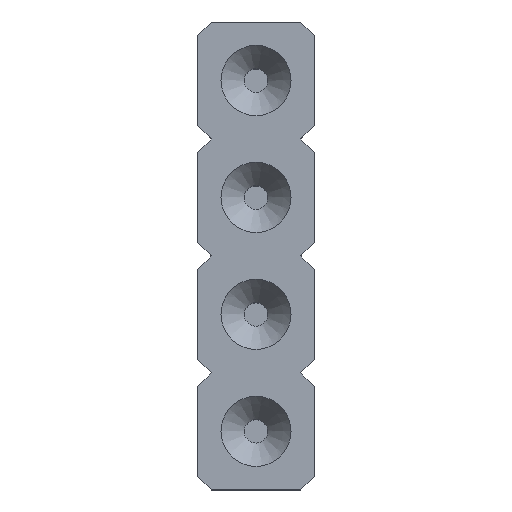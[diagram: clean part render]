
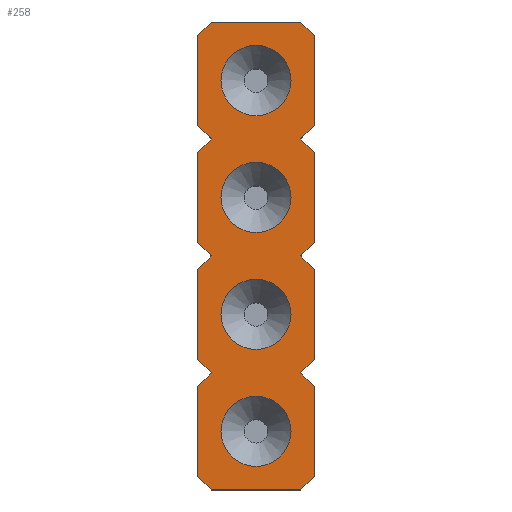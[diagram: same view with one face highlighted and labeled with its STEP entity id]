
A CAD part, top view. The second image highlights one B-rep face of the part: STEP entity #258.
In plain terms, the highlighted planar face has unit normal (0, 0, 1).
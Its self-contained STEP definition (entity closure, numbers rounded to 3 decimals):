
#13=DIRECTION('',(0.,0.,1.));
#24=VERTEX_POINT('',#25);
#25=CARTESIAN_POINT('',(-0.97,-8.89,4.2));
#28=ORIENTED_EDGE('',*,*,#29,.T.);
#29=EDGE_CURVE('',#24,#30,#32,.T.);
#30=VERTEX_POINT('',#31);
#31=CARTESIAN_POINT('',(-1.27,-8.59,4.2));
#32=LINE('',#25,#33);
#33=VECTOR('',#34,1.);
#34=DIRECTION('',(-0.707,0.707,0.));
#45=DIRECTION('',(-0.707,-0.707,0.));
#53=VERTEX_POINT('',#54);
#54=CARTESIAN_POINT('',(0.97,-8.89,4.2));
#56=ORIENTED_EDGE('',*,*,#57,.T.);
#57=EDGE_CURVE('',#53,#24,#58,.T.);
#58=LINE('',#54,#59);
#59=VECTOR('',#60,1.);
#60=DIRECTION('',(-1.,0.,0.));
#72=ORIENTED_EDGE('',*,*,#73,.T.);
#73=EDGE_CURVE('',#30,#74,#76,.T.);
#74=VERTEX_POINT('',#75);
#75=CARTESIAN_POINT('',(-1.27,-6.65,4.2));
#76=LINE('',#31,#77);
#77=VECTOR('',#78,1.);
#78=DIRECTION('',(0.,1.,0.));
#89=DIRECTION('',(-1.,0.,0.));
#100=VECTOR('',#101,1.);
#101=DIRECTION('',(0.707,0.707,0.));
#152=VECTOR('',#153,1.);
#153=DIRECTION('',(1.,0.,0.));
#159=VECTOR('',#160,1.);
#160=DIRECTION('',(0.707,-0.707,0.));
#166=VECTOR('',#167,1.);
#167=DIRECTION('',(0.,-1.,0.));
#173=VECTOR('',#45,1.);
#257=DIRECTION('',(-0.,-0.,-1.));
#258=ADVANCED_FACE('',(#259,#374,#387,#400,#413),#426,.F.);
#259=FACE_BOUND('',#260,.F.);
#260=EDGE_LOOP('',(#28,#72,#261,#266,#271,#276,#281,#286,#291,#296,#301,#306,#311,#316,#321,#326,#331,#336,#341,#346,#351,#356,#361,#366,#371,#56));
#261=ORIENTED_EDGE('',*,*,#262,.T.);
#262=EDGE_CURVE('',#74,#263,#265,.T.);
#263=VERTEX_POINT('',#264);
#264=CARTESIAN_POINT('',(-0.97,-6.35,4.2));
#265=LINE('',#75,#100);
#266=ORIENTED_EDGE('',*,*,#267,.T.);
#267=EDGE_CURVE('',#263,#268,#270,.T.);
#268=VERTEX_POINT('',#269);
#269=CARTESIAN_POINT('',(-1.27,-6.05,4.2));
#270=LINE('',#264,#33);
#271=ORIENTED_EDGE('',*,*,#272,.T.);
#272=EDGE_CURVE('',#268,#273,#275,.T.);
#273=VERTEX_POINT('',#274);
#274=CARTESIAN_POINT('',(-1.27,-4.11,4.2));
#275=LINE('',#269,#77);
#276=ORIENTED_EDGE('',*,*,#277,.T.);
#277=EDGE_CURVE('',#273,#278,#280,.T.);
#278=VERTEX_POINT('',#279);
#279=CARTESIAN_POINT('',(-0.97,-3.81,4.2));
#280=LINE('',#274,#100);
#281=ORIENTED_EDGE('',*,*,#282,.T.);
#282=EDGE_CURVE('',#278,#283,#285,.T.);
#283=VERTEX_POINT('',#284);
#284=CARTESIAN_POINT('',(-1.27,-3.51,4.2));
#285=LINE('',#279,#33);
#286=ORIENTED_EDGE('',*,*,#287,.T.);
#287=EDGE_CURVE('',#283,#288,#290,.T.);
#288=VERTEX_POINT('',#289);
#289=CARTESIAN_POINT('',(-1.27,-1.57,4.2));
#290=LINE('',#284,#77);
#291=ORIENTED_EDGE('',*,*,#292,.T.);
#292=EDGE_CURVE('',#288,#293,#295,.T.);
#293=VERTEX_POINT('',#294);
#294=CARTESIAN_POINT('',(-0.97,-1.27,4.2));
#295=LINE('',#289,#100);
#296=ORIENTED_EDGE('',*,*,#297,.T.);
#297=EDGE_CURVE('',#293,#298,#300,.T.);
#298=VERTEX_POINT('',#299);
#299=CARTESIAN_POINT('',(-1.27,-0.97,4.2));
#300=LINE('',#294,#33);
#301=ORIENTED_EDGE('',*,*,#302,.T.);
#302=EDGE_CURVE('',#298,#303,#305,.T.);
#303=VERTEX_POINT('',#304);
#304=CARTESIAN_POINT('',(-1.27,0.97,4.2));
#305=LINE('',#299,#77);
#306=ORIENTED_EDGE('',*,*,#307,.T.);
#307=EDGE_CURVE('',#303,#308,#310,.T.);
#308=VERTEX_POINT('',#309);
#309=CARTESIAN_POINT('',(-0.97,1.27,4.2));
#310=LINE('',#304,#100);
#311=ORIENTED_EDGE('',*,*,#312,.T.);
#312=EDGE_CURVE('',#308,#313,#315,.T.);
#313=VERTEX_POINT('',#314);
#314=CARTESIAN_POINT('',(0.97,1.27,4.2));
#315=LINE('',#309,#152);
#316=ORIENTED_EDGE('',*,*,#317,.T.);
#317=EDGE_CURVE('',#313,#318,#320,.T.);
#318=VERTEX_POINT('',#319);
#319=CARTESIAN_POINT('',(1.27,0.97,4.2));
#320=LINE('',#314,#159);
#321=ORIENTED_EDGE('',*,*,#322,.T.);
#322=EDGE_CURVE('',#318,#323,#325,.T.);
#323=VERTEX_POINT('',#324);
#324=CARTESIAN_POINT('',(1.27,-0.97,4.2));
#325=LINE('',#319,#166);
#326=ORIENTED_EDGE('',*,*,#327,.T.);
#327=EDGE_CURVE('',#323,#328,#330,.T.);
#328=VERTEX_POINT('',#329);
#329=CARTESIAN_POINT('',(0.97,-1.27,4.2));
#330=LINE('',#324,#173);
#331=ORIENTED_EDGE('',*,*,#332,.T.);
#332=EDGE_CURVE('',#328,#333,#335,.T.);
#333=VERTEX_POINT('',#334);
#334=CARTESIAN_POINT('',(1.27,-1.57,4.2));
#335=LINE('',#329,#159);
#336=ORIENTED_EDGE('',*,*,#337,.T.);
#337=EDGE_CURVE('',#333,#338,#340,.T.);
#338=VERTEX_POINT('',#339);
#339=CARTESIAN_POINT('',(1.27,-3.51,4.2));
#340=LINE('',#334,#166);
#341=ORIENTED_EDGE('',*,*,#342,.T.);
#342=EDGE_CURVE('',#338,#343,#345,.T.);
#343=VERTEX_POINT('',#344);
#344=CARTESIAN_POINT('',(0.97,-3.81,4.2));
#345=LINE('',#339,#173);
#346=ORIENTED_EDGE('',*,*,#347,.T.);
#347=EDGE_CURVE('',#343,#348,#350,.T.);
#348=VERTEX_POINT('',#349);
#349=CARTESIAN_POINT('',(1.27,-4.11,4.2));
#350=LINE('',#344,#159);
#351=ORIENTED_EDGE('',*,*,#352,.T.);
#352=EDGE_CURVE('',#348,#353,#355,.T.);
#353=VERTEX_POINT('',#354);
#354=CARTESIAN_POINT('',(1.27,-6.05,4.2));
#355=LINE('',#349,#166);
#356=ORIENTED_EDGE('',*,*,#357,.T.);
#357=EDGE_CURVE('',#353,#358,#360,.T.);
#358=VERTEX_POINT('',#359);
#359=CARTESIAN_POINT('',(0.97,-6.35,4.2));
#360=LINE('',#354,#173);
#361=ORIENTED_EDGE('',*,*,#362,.T.);
#362=EDGE_CURVE('',#358,#363,#365,.T.);
#363=VERTEX_POINT('',#364);
#364=CARTESIAN_POINT('',(1.27,-6.65,4.2));
#365=LINE('',#359,#159);
#366=ORIENTED_EDGE('',*,*,#367,.T.);
#367=EDGE_CURVE('',#363,#368,#370,.T.);
#368=VERTEX_POINT('',#369);
#369=CARTESIAN_POINT('',(1.27,-8.59,4.2));
#370=LINE('',#364,#166);
#371=ORIENTED_EDGE('',*,*,#372,.T.);
#372=EDGE_CURVE('',#368,#53,#373,.T.);
#373=LINE('',#369,#173);
#374=FACE_BOUND('',#375,.F.);
#375=EDGE_LOOP('',(#376,#385));
#376=ORIENTED_EDGE('',*,*,#377,.T.);
#377=EDGE_CURVE('',#378,#380,#382,.T.);
#378=VERTEX_POINT('',#379);
#379=CARTESIAN_POINT('',(0.762,-7.62,4.2));
#380=VERTEX_POINT('',#381);
#381=CARTESIAN_POINT('',(-0.762,-7.62,4.2));
#382=CIRCLE('',#383,0.762);
#383=AXIS2_PLACEMENT_3D('',#384,#13,#153);
#384=CARTESIAN_POINT('',(0.,-7.62,4.2));
#385=ORIENTED_EDGE('',*,*,#386,.T.);
#386=EDGE_CURVE('',#380,#378,#382,.T.);
#387=FACE_BOUND('',#388,.F.);
#388=EDGE_LOOP('',(#389,#398));
#389=ORIENTED_EDGE('',*,*,#390,.T.);
#390=EDGE_CURVE('',#391,#393,#395,.T.);
#391=VERTEX_POINT('',#392);
#392=CARTESIAN_POINT('',(0.762,-5.08,4.2));
#393=VERTEX_POINT('',#394);
#394=CARTESIAN_POINT('',(-0.762,-5.08,4.2));
#395=CIRCLE('',#396,0.762);
#396=AXIS2_PLACEMENT_3D('',#397,#13,#153);
#397=CARTESIAN_POINT('',(0.,-5.08,4.2));
#398=ORIENTED_EDGE('',*,*,#399,.T.);
#399=EDGE_CURVE('',#393,#391,#395,.T.);
#400=FACE_BOUND('',#401,.F.);
#401=EDGE_LOOP('',(#402,#411));
#402=ORIENTED_EDGE('',*,*,#403,.T.);
#403=EDGE_CURVE('',#404,#406,#408,.T.);
#404=VERTEX_POINT('',#405);
#405=CARTESIAN_POINT('',(0.762,-2.54,4.2));
#406=VERTEX_POINT('',#407);
#407=CARTESIAN_POINT('',(-0.762,-2.54,4.2));
#408=CIRCLE('',#409,0.762);
#409=AXIS2_PLACEMENT_3D('',#410,#13,#153);
#410=CARTESIAN_POINT('',(0.,-2.54,4.2));
#411=ORIENTED_EDGE('',*,*,#412,.T.);
#412=EDGE_CURVE('',#406,#404,#408,.T.);
#413=FACE_BOUND('',#414,.F.);
#414=EDGE_LOOP('',(#415,#424));
#415=ORIENTED_EDGE('',*,*,#416,.T.);
#416=EDGE_CURVE('',#417,#419,#421,.T.);
#417=VERTEX_POINT('',#418);
#418=CARTESIAN_POINT('',(0.762,0.,4.2));
#419=VERTEX_POINT('',#420);
#420=CARTESIAN_POINT('',(-0.762,0.,4.2));
#421=CIRCLE('',#422,0.762);
#422=AXIS2_PLACEMENT_3D('',#423,#13,#153);
#423=CARTESIAN_POINT('',(0.,0.,4.2));
#424=ORIENTED_EDGE('',*,*,#425,.T.);
#425=EDGE_CURVE('',#419,#417,#421,.T.);
#426=PLANE('',#427);
#427=AXIS2_PLACEMENT_3D('',#428,#257,#89);
#428=CARTESIAN_POINT('',(0.,-3.81,4.2));
